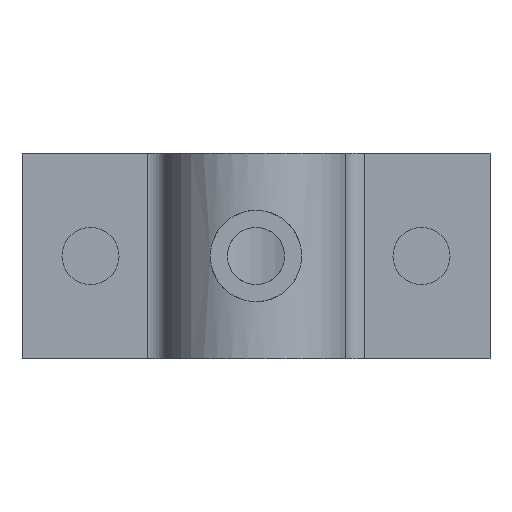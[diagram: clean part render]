
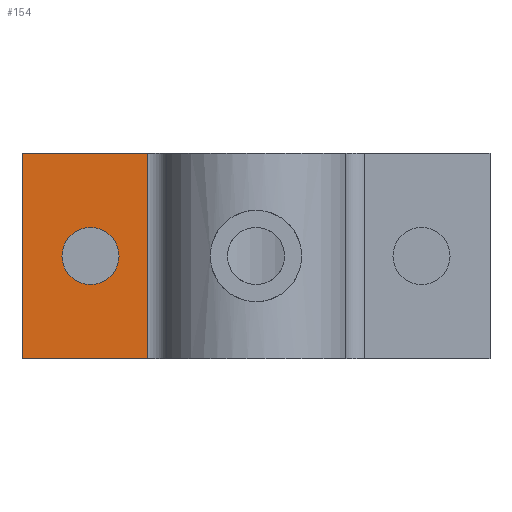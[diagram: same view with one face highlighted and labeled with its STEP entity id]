
A CAD part, front view. The second image highlights one B-rep face of the part: STEP entity #154.
In plain terms, the highlighted planar face has unit normal (0, -1, 0).
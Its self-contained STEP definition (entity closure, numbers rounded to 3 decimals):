
#14 = FACE_OUTER_BOUND ( 'NONE', #2635, .T. ) ;
#154 = ADVANCED_FACE ( 'NONE', ( #14 ), #1090, .T. ) ;
#189 = VECTOR ( 'NONE', #2297, 1000. ) ;
#262 = LINE ( 'NONE', #910, #189 ) ;
#305 = ORIENTED_EDGE ( 'NONE', *, *, #829, .F. ) ;
#401 = EDGE_CURVE ( 'NONE', #1184, #1877, #2654, .T. ) ;
#504 = VERTEX_POINT ( 'NONE', #1652 ) ;
#547 = LINE ( 'NONE', #2624, #653 ) ;
#652 = VECTOR ( 'NONE', #1299, 1000. ) ;
#653 = VECTOR ( 'NONE', #1757, 1000. ) ;
#825 = ORIENTED_EDGE ( 'NONE', *, *, #2873, .F. ) ;
#829 = EDGE_CURVE ( 'NONE', #504, #1471, #547, .T. ) ;
#896 = CARTESIAN_POINT ( 'NONE',  ( -9.539, -1.25, -9. ) ) ;
#910 = CARTESIAN_POINT ( 'NONE',  ( -9.539, -1.25, -9. ) ) ;
#1090 = PLANE ( 'NONE',  #2528 ) ;
#1115 = CARTESIAN_POINT ( 'NONE',  ( -9.539, -1.25, 9. ) ) ;
#1141 = ORIENTED_EDGE ( 'NONE', *, *, #2548, .T. ) ;
#1153 = DIRECTION ( 'NONE',  ( 0., -1., 0. ) ) ;
#1170 = DIRECTION ( 'NONE',  ( 1., 0., 0. ) ) ;
#1184 = VERTEX_POINT ( 'NONE', #1709 ) ;
#1269 = LINE ( 'NONE', #1404, #652 ) ;
#1299 = DIRECTION ( 'NONE',  ( -1., 0., 0. ) ) ;
#1404 = CARTESIAN_POINT ( 'NONE',  ( -9.539, -1.25, 9. ) ) ;
#1471 = VERTEX_POINT ( 'NONE', #896 ) ;
#1652 = CARTESIAN_POINT ( 'NONE',  ( -9.539, -1.25, 9. ) ) ;
#1709 = CARTESIAN_POINT ( 'NONE',  ( -20.5, -1.25, 9. ) ) ;
#1757 = DIRECTION ( 'NONE',  ( 0., 0., -1. ) ) ;
#1877 = VERTEX_POINT ( 'NONE', #2399 ) ;
#1925 = DIRECTION ( 'NONE',  ( 0., 0., -1. ) ) ;
#1993 = VECTOR ( 'NONE', #1925, 1000. ) ;
#2014 = CARTESIAN_POINT ( 'NONE',  ( -20.5, -1.25, 9. ) ) ;
#2287 = ORIENTED_EDGE ( 'NONE', *, *, #401, .T. ) ;
#2297 = DIRECTION ( 'NONE',  ( -1., 0., 0. ) ) ;
#2399 = CARTESIAN_POINT ( 'NONE',  ( -20.5, -1.25, -9. ) ) ;
#2528 = AXIS2_PLACEMENT_3D ( 'NONE', #1115, #1153, #1170 ) ;
#2548 = EDGE_CURVE ( 'NONE', #504, #1184, #1269, .T. ) ;
#2624 = CARTESIAN_POINT ( 'NONE',  ( -9.539, -1.25, 9. ) ) ;
#2635 = EDGE_LOOP ( 'NONE', ( #825, #305, #1141, #2287 ) ) ;
#2654 = LINE ( 'NONE', #2014, #1993 ) ;
#2873 = EDGE_CURVE ( 'NONE', #1471, #1877, #262, .T. ) ;
